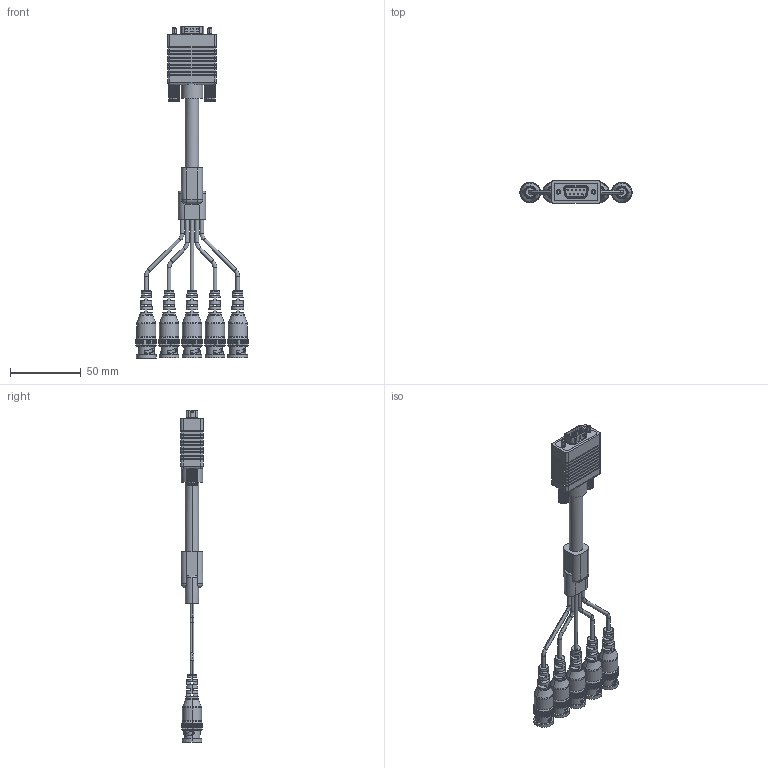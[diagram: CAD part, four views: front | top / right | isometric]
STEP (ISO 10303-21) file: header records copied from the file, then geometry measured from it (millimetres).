
FILE_DESCRIPTION (( 'STEP AP203' ), '1' );
FILE_NAME ('CTL5CAD-3.STEP', '2006-07-20T16:25:10', ( 'L-COM' ), ( 'L-COM' ), 'SwSTEP 2.0', 'SolidWorks 2006004', '' );
FILE_SCHEMA (( 'CONFIG_CONTROL_DESIGN' ));
Products named in the file (13): BAC836B-87_with flange; MTN-056; CTL5CAD-3; CTL5CAT-3B-MA1_horizontal boot; 3AC03-016; MTN-056_horizontal boot; CTL5CAT-3B-MA1_vertical boot; MTN-056_vertical boot; CTL5CAT-3B-MA1; CTL5CAD-MA1; MTN-041; SD9P; 3AA07-008
Assembly tree (17 placements, depth 3):
  CTL5CAD-3
    CTL5CAD-MA1
      SD9P
      MTN-041
    CTL5CAT-3B-MA1_vertical boot
      BAC836B-87_with flange
      MTN-056_vertical boot
    CTL5CAT-3B-MA1_horizontal boot
      MTN-056_horizontal boot
      BAC836B-87_with flange
    3AA07-008  x2
    CTL5CAT-3B-MA1  x3
      MTN-056
      BAC836B-87_with flange
    3AC03-016
Bounding box: 78.99 x 15.67 x 233.91 mm (x, y, z)
Volume: 53191.7 mm3; surface area: 36925.1 mm2
Topology: 15 solids, 15 shells, 2748 faces, 7756 edges, 5071 vertices
Faces by surface type: plane 1538, cylinder 952, torus 137, bspline 65, sphere 32, cone 24
Entity records: 44661 total; most frequent: CARTESIAN_POINT 12499, DIRECTION 6508, ORIENTED_EDGE 6412, EDGE_CURVE 3206, AXIS2_PLACEMENT_3D 2312, VERTEX_POINT 2071, VECTOR 1884, LINE 1884
